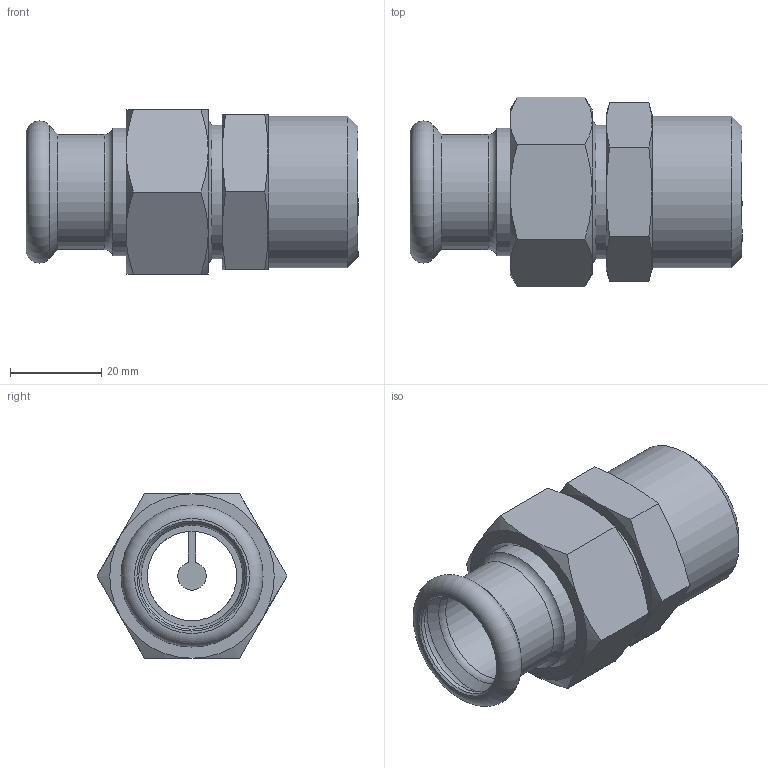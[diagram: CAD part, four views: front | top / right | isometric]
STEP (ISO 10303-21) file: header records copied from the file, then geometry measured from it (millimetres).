
FILE_DESCRIPTION(/* description */ (''),/* implementation_level */ '2;1');
FILE_NAME(/* name */ '35366.stp',/* time_stamp */ '2014-04-01T20:52:01+02:00',/* author */ ('bruh'),/* organization */ (''),/* preprocessor_version */ 'ST-DEVELOPER v15.2',/* originating_system */ 'Autodesk Inventor 2014',/* authorisation */ '');
FILE_SCHEMA (('AUTOMOTIVE_DESIGN { 1 0 10303 214 3 1 1 }'));
Length unit declared in the file: millimetre
Products named in the file (5): 101247; 101276; 400815; 101038; 35366
Bounding box: 72.7 x 41.57 x 36 mm (x, y, z)
Volume: 35966 mm3; surface area: 18605.3 mm2
Topology: 3 solids, 3 shells, 77 faces, 163 edges, 96 vertices
Faces by surface type: cone 34, plane 25, cylinder 13, torus 5
Full cylindrical faces by diameter (mm): 19.6 x2, 22.2 x1, 23.3 x1, 25.2 x1, 28 x2, 28.1 x1, 29.3 x1, 30.291 x1, 33.249 x2
Entity records: 1945 total; most frequent: CARTESIAN_POINT 402, DIRECTION 316, ORIENTED_EDGE 260, AXIS2_PLACEMENT_3D 148, EDGE_CURVE 130, EDGE_LOOP 114, VERTEX_POINT 90, ADVANCED_FACE 77
